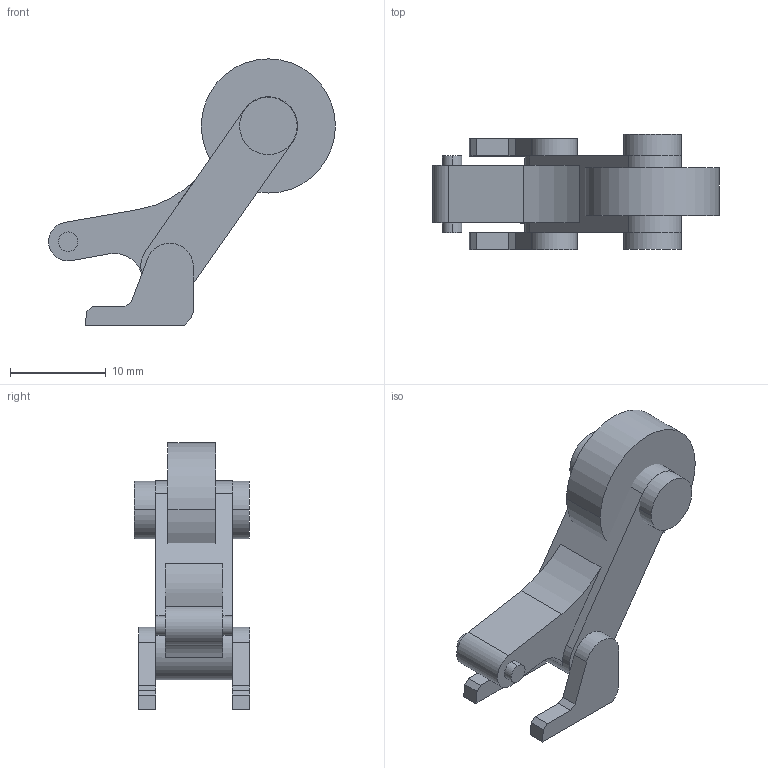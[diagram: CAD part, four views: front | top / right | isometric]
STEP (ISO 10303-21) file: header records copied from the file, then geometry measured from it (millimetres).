
FILE_DESCRIPTION((''),'2;1');
FILE_NAME('3d_KBD1S11.stp','2012-10-03T08:21:35',(''),(''),'Mechanical Desktop 2011','Mechanical Desktop 2011',', , ');
FILE_SCHEMA(('CONFIG_CONTROL_DESIGN'));
Length unit declared in the file: millimetre
Products named in the file (1): Product
Bounding box: 29.93 x 12.05 x 27.78 mm (x, y, z)
Volume: 2731.7 mm3; surface area: 2096.7 mm2
Topology: 5 solids, 5 shells, 51 faces, 121 edges, 82 vertices
Faces by surface type: plane 36, cylinder 15
Entity records: 1570 total; most frequent: DIRECTION 261, CARTESIAN_POINT 255, ORIENTED_EDGE 242, EDGE_CURVE 121, AXIS2_PLACEMENT_3D 88, VECTOR 85, LINE 85, VERTEX_POINT 82
